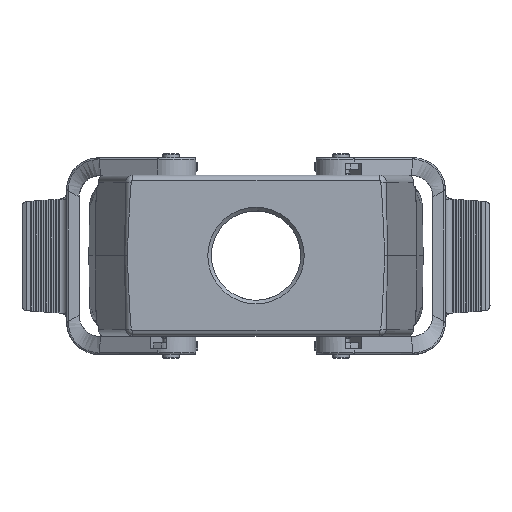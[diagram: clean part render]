
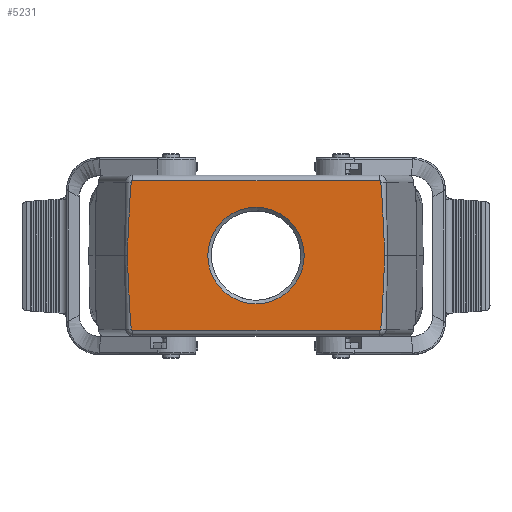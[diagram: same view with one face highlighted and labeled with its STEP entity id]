
A CAD part, top view. The second image highlights one B-rep face of the part: STEP entity #5231.
In plain terms, the highlighted planar face has unit normal (0, 0, 1).
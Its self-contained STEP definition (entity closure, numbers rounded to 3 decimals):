
#88=ELLIPSE('',#21537,114.609,2.);
#91=ELLIPSE('',#21541,114.609,2.);
#92=ELLIPSE('',#21543,114.609,2.);
#93=ELLIPSE('',#21547,114.609,2.);
#3453=FACE_BOUND('',#7439,.T.);
#3454=FACE_BOUND('',#7440,.T.);
#3969=CIRCLE('',#21529,0.407);
#3973=CIRCLE('',#21534,0.407);
#3977=CIRCLE('',#21549,0.407);
#3981=CIRCLE('',#21554,0.407);
#4317=CIRCLE('',#22370,13.5);
#5231=ADVANCED_FACE('',(#3453,#3454),#5600,.T.);
#5600=PLANE('',#22371);
#7439=EDGE_LOOP('',(#11993));
#7440=EDGE_LOOP('',(#11994,#11995,#11996,#11997,#11998,#11999,#12000,#12001,
#12002,#12003));
#11993=ORIENTED_EDGE('',*,*,#15726,.T.);
#11994=ORIENTED_EDGE('',*,*,#14484,.F.);
#11995=ORIENTED_EDGE('',*,*,#14490,.F.);
#11996=ORIENTED_EDGE('',*,*,#14496,.F.);
#11997=ORIENTED_EDGE('',*,*,#14502,.F.);
#11998=ORIENTED_EDGE('',*,*,#14504,.F.);
#11999=ORIENTED_EDGE('',*,*,#14498,.F.);
#12000=ORIENTED_EDGE('',*,*,#14492,.F.);
#12001=ORIENTED_EDGE('',*,*,#14486,.F.);
#12002=ORIENTED_EDGE('',*,*,#14480,.F.);
#12003=ORIENTED_EDGE('',*,*,#14477,.F.);
#12679=VERTEX_POINT('',#32812);
#12681=VERTEX_POINT('',#32815);
#12683=VERTEX_POINT('',#32821);
#12685=VERTEX_POINT('',#32827);
#12687=VERTEX_POINT('',#32833);
#12689=VERTEX_POINT('',#32839);
#12691=VERTEX_POINT('',#32845);
#12693=VERTEX_POINT('',#32851);
#12695=VERTEX_POINT('',#32857);
#12697=VERTEX_POINT('',#32863);
#13441=VERTEX_POINT('',#39564);
#14477=EDGE_CURVE('',#12679,#12681,#17941,.T.);
#14480=EDGE_CURVE('',#12681,#12683,#3969,.T.);
#14484=EDGE_CURVE('',#12685,#12679,#3973,.T.);
#14486=EDGE_CURVE('',#12683,#12687,#88,.T.);
#14490=EDGE_CURVE('',#12689,#12685,#91,.T.);
#14492=EDGE_CURVE('',#12687,#12691,#92,.T.);
#14496=EDGE_CURVE('',#12693,#12689,#93,.T.);
#14498=EDGE_CURVE('',#12691,#12695,#3977,.T.);
#14502=EDGE_CURVE('',#12697,#12693,#3981,.T.);
#14504=EDGE_CURVE('',#12695,#12697,#17947,.T.);
#15726=EDGE_CURVE('',#13441,#13441,#4317,.T.);
#17941=LINE('',#32814,#19240);
#17947=LINE('',#32868,#19246);
#19240=VECTOR('',#24320,1.);
#19246=VECTOR('',#24386,1.);
#21529=AXIS2_PLACEMENT_3D('',#32820,#24326,#24327);
#21534=AXIS2_PLACEMENT_3D('',#32829,#24336,#24337);
#21537=AXIS2_PLACEMENT_3D('',#32832,#24342,#24343);
#21541=AXIS2_PLACEMENT_3D('',#32841,#24351,#24352);
#21543=AXIS2_PLACEMENT_3D('',#32844,#24356,#24357);
#21547=AXIS2_PLACEMENT_3D('',#32853,#24365,#24366);
#21549=AXIS2_PLACEMENT_3D('',#32856,#24370,#24371);
#21554=AXIS2_PLACEMENT_3D('',#32865,#24380,#24381);
#22370=AXIS2_PLACEMENT_3D('',#39563,#26518,#26519);
#22371=AXIS2_PLACEMENT_3D('',#39565,#26520,#26521);
#24320=DIRECTION('',(-1.,0.,0.));
#24326=DIRECTION('',(0.,0.,-1.));
#24327=DIRECTION('',(1.,0.,0.));
#24336=DIRECTION('',(0.,0.,-1.));
#24337=DIRECTION('',(1.,0.,0.));
#24342=DIRECTION('',(0.,0.,-1.));
#24343=DIRECTION('',(0.014,-1.,0.));
#24351=DIRECTION('',(0.,0.,-1.));
#24352=DIRECTION('',(-0.014,-1.,0.));
#24356=DIRECTION('',(0.,0.,-1.));
#24357=DIRECTION('',(-0.014,-1.,0.));
#24365=DIRECTION('',(0.,0.,-1.));
#24366=DIRECTION('',(0.014,-1.,0.));
#24370=DIRECTION('',(0.,0.,-1.));
#24371=DIRECTION('',(1.,0.,0.));
#24380=DIRECTION('',(0.,0.,-1.));
#24381=DIRECTION('',(1.,0.,0.));
#24386=DIRECTION('',(1.,0.,0.));
#26518=DIRECTION('',(0.,0.,-1.));
#26519=DIRECTION('',(1.,0.,0.));
#26520=DIRECTION('',(0.,0.,1.));
#26521=DIRECTION('',(1.,0.,0.));
#32812=CARTESIAN_POINT('',(34.503,-20.907,66.45));
#32814=CARTESIAN_POINT('',(-36.447,-20.907,66.45));
#32815=CARTESIAN_POINT('',(-34.503,-20.907,66.45));
#32820=CARTESIAN_POINT('',(-34.503,-20.5,66.45));
#32821=CARTESIAN_POINT('',(-34.908,-20.54,66.45));
#32827=CARTESIAN_POINT('',(34.908,-20.54,66.45));
#32829=CARTESIAN_POINT('',(34.503,-20.5,66.45));
#32832=CARTESIAN_POINT('',(-36.118,91.681,66.45));
#32833=CARTESIAN_POINT('',(-35.999,0.,66.45));
#32839=CARTESIAN_POINT('',(35.999,0.,66.45));
#32841=CARTESIAN_POINT('',(36.118,91.681,66.45));
#32844=CARTESIAN_POINT('',(-36.118,-91.681,66.45));
#32845=CARTESIAN_POINT('',(-34.908,20.54,66.45));
#32851=CARTESIAN_POINT('',(34.908,20.54,66.45));
#32853=CARTESIAN_POINT('',(36.118,-91.681,66.45));
#32856=CARTESIAN_POINT('',(-34.503,20.5,66.45));
#32857=CARTESIAN_POINT('',(-34.503,20.907,66.45));
#32863=CARTESIAN_POINT('',(34.503,20.907,66.45));
#32865=CARTESIAN_POINT('',(34.503,20.5,66.45));
#32868=CARTESIAN_POINT('',(-40.037,20.907,66.45));
#39563=CARTESIAN_POINT('',(0.,0.,66.45));
#39564=CARTESIAN_POINT('',(13.5,0.,66.45));
#39565=CARTESIAN_POINT('',(-40.,-31.46,66.45));
